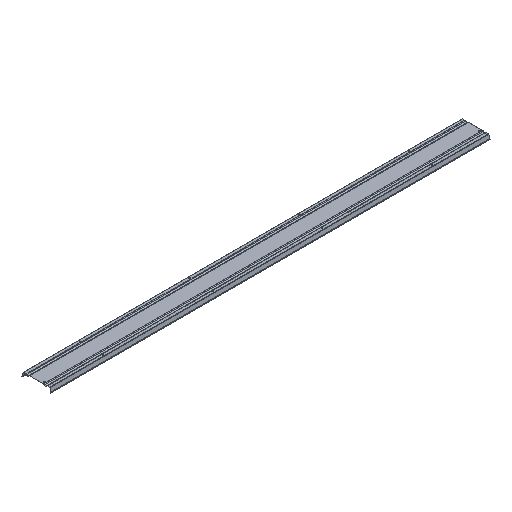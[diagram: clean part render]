
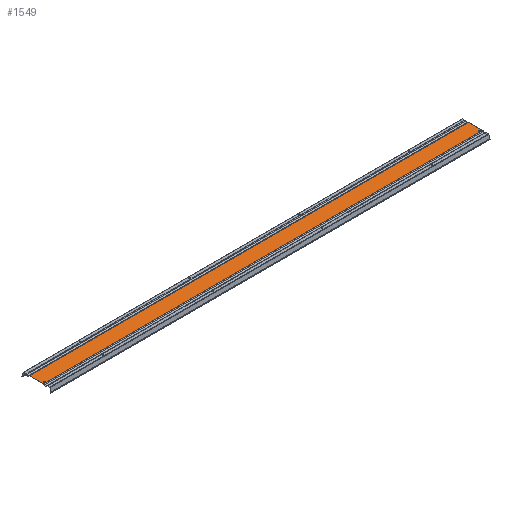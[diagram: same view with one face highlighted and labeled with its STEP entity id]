
A CAD part, isometric view. The second image highlights one B-rep face of the part: STEP entity #1549.
In plain terms, the highlighted planar face has unit normal (0, 0, 1).
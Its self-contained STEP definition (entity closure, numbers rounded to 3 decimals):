
#18=FACE_BOUND('',#202,.T.);
#19=FACE_BOUND('',#203,.T.);
#67=PLANE('',#1697);
#133=FACE_OUTER_BOUND('',#201,.T.);
#201=EDGE_LOOP('',(#1388,#1389,#1390,#1391));
#202=EDGE_LOOP('',(#1392));
#203=EDGE_LOOP('',(#1393));
#324=LINE('',#2942,#468);
#347=LINE('',#3015,#491);
#348=LINE('',#3017,#492);
#349=LINE('',#3018,#493);
#468=VECTOR('',#2050,1.);
#491=VECTOR('',#2129,1.);
#492=VECTOR('',#2132,1.);
#493=VECTOR('',#2133,1.);
#512=CIRCLE('',#1585,3.);
#532=CIRCLE('',#1618,3.);
#610=VERTEX_POINT('',#2392);
#648=VERTEX_POINT('',#2650);
#710=VERTEX_POINT('',#2939);
#711=VERTEX_POINT('',#2941);
#732=VERTEX_POINT('',#3011);
#733=VERTEX_POINT('',#3013);
#782=EDGE_CURVE('',#610,#610,#512,.T.);
#833=EDGE_CURVE('',#648,#648,#532,.T.);
#933=EDGE_CURVE('',#710,#711,#324,.T.);
#971=EDGE_CURVE('',#732,#733,#347,.T.);
#972=EDGE_CURVE('',#710,#732,#348,.T.);
#973=EDGE_CURVE('',#733,#711,#349,.T.);
#1388=ORIENTED_EDGE('',*,*,#972,.T.);
#1389=ORIENTED_EDGE('',*,*,#971,.T.);
#1390=ORIENTED_EDGE('',*,*,#973,.T.);
#1391=ORIENTED_EDGE('',*,*,#933,.F.);
#1392=ORIENTED_EDGE('',*,*,#782,.T.);
#1393=ORIENTED_EDGE('',*,*,#833,.T.);
#1549=ADVANCED_FACE('',(#133,#18,#19),#67,.T.);
#1585=AXIS2_PLACEMENT_3D('',#2393,#1788,#1789);
#1618=AXIS2_PLACEMENT_3D('',#2651,#1879,#1880);
#1697=AXIS2_PLACEMENT_3D('',#3016,#2130,#2131);
#1788=DIRECTION('center_axis',(0.,0.,-1.));
#1789=DIRECTION('ref_axis',(-1.,0.,0.));
#1879=DIRECTION('center_axis',(0.,0.,-1.));
#1880=DIRECTION('ref_axis',(-1.,0.,0.));
#2050=DIRECTION('',(1.,0.,0.));
#2129=DIRECTION('',(1.,0.,0.));
#2130=DIRECTION('center_axis',(0.,0.,1.));
#2131=DIRECTION('ref_axis',(0.,-1.,0.));
#2132=DIRECTION('',(0.,-1.,0.));
#2133=DIRECTION('',(0.,1.,0.));
#2392=CARTESIAN_POINT('',(2036.231,19.552,20.521));
#2393=CARTESIAN_POINT('Origin',(2033.231,19.552,20.521));
#2650=CARTESIAN_POINT('',(56.231,19.552,20.521));
#2651=CARTESIAN_POINT('Origin',(53.231,19.552,20.521));
#2939=CARTESIAN_POINT('',(43.231,79.653,20.521));
#2941=CARTESIAN_POINT('',(2043.231,79.653,20.521));
#2942=CARTESIAN_POINT('',(43.231,79.653,20.521));
#3011=CARTESIAN_POINT('',(43.231,15.452,20.521));
#3013=CARTESIAN_POINT('',(2043.231,15.452,20.521));
#3015=CARTESIAN_POINT('',(43.231,15.452,20.521));
#3016=CARTESIAN_POINT('Origin',(43.231,47.552,20.521));
#3017=CARTESIAN_POINT('',(43.231,47.552,20.521));
#3018=CARTESIAN_POINT('',(2043.231,47.552,20.521));
